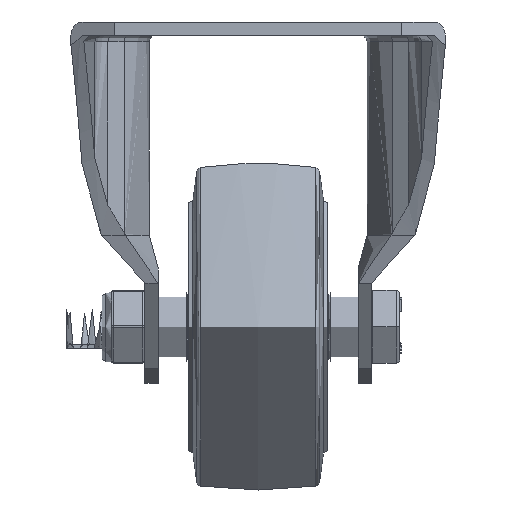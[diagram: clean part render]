
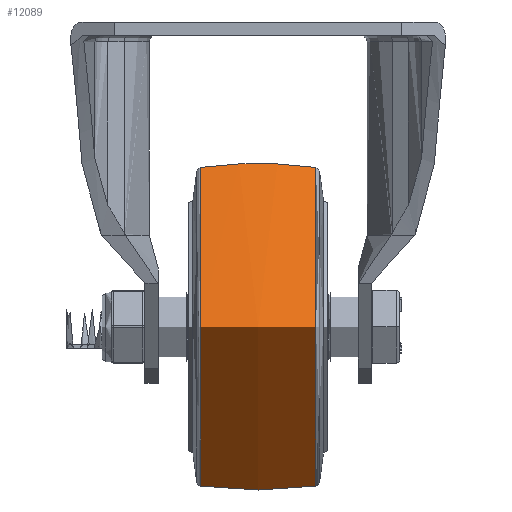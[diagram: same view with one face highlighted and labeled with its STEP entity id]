
A CAD part, left-side view. The second image highlights one B-rep face of the part: STEP entity #12089.
In plain terms, the highlighted free-form (B-spline) face has degree [2, 2] with [3, 9] control points.
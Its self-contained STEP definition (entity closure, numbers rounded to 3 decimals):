
#118=(
BOUNDED_SURFACE()
B_SPLINE_SURFACE(2,2,((#19772,#19773,#19774,#19775,#19776,#19777,#19778,
#19779,#19780),(#19781,#19782,#19783,#19784,#19785,#19786,#19787,#19788,
#19789),(#19790,#19791,#19792,#19793,#19794,#19795,#19796,#19797,#19798)),
 .UNSPECIFIED.,.F.,.T.,.F.)
B_SPLINE_SURFACE_WITH_KNOTS((3,3),(3,2,2,2,3),(-0.135,0.135),
(-3.142,-1.571,0.,1.571,3.142),
 .UNSPECIFIED.)
GEOMETRIC_REPRESENTATION_ITEM()
RATIONAL_B_SPLINE_SURFACE(((1.,0.707,1.,0.707,1.,
0.707,1.,0.707,1.),(0.991,0.701,
0.991,0.701,0.991,0.701,
0.991,0.701,0.991),(1.,0.707,
1.,0.707,1.,0.707,1.,0.707,1.)))
REPRESENTATION_ITEM('')
SURFACE()
);
#1496=FACE_OUTER_BOUND('',#2281,.T.);
#2281=EDGE_LOOP('',(#8851,#8852,#8853,#8854));
#4410=CIRCLE('',#13168,36.606);
#4411=CIRCLE('',#13169,98.5);
#4412=CIRCLE('',#13170,36.606);
#5299=VERTEX_POINT('',#19769);
#5300=VERTEX_POINT('',#19799);
#6578=EDGE_CURVE('',#5299,#5299,#4410,.T.);
#6579=EDGE_CURVE('',#5299,#5300,#4411,.T.);
#6580=EDGE_CURVE('',#5300,#5300,#4412,.T.);
#8851=ORIENTED_EDGE('',*,*,#6578,.F.);
#8852=ORIENTED_EDGE('',*,*,#6579,.T.);
#8853=ORIENTED_EDGE('',*,*,#6580,.T.);
#8854=ORIENTED_EDGE('',*,*,#6579,.F.);
#12089=ADVANCED_FACE('',(#1496),#118,.F.);
#13168=AXIS2_PLACEMENT_3D('',#19771,#15177,#15178);
#13169=AXIS2_PLACEMENT_3D('',#19800,#15179,#15180);
#13170=AXIS2_PLACEMENT_3D('',#19801,#15181,#15182);
#15177=DIRECTION('center_axis',(0.,-1.,0.));
#15178=DIRECTION('ref_axis',(0.,0.,1.));
#15179=DIRECTION('center_axis',(-1.,0.,0.));
#15180=DIRECTION('ref_axis',(0.,0.,1.));
#15181=DIRECTION('center_axis',(0.,-1.,0.));
#15182=DIRECTION('ref_axis',(0.,0.,1.));
#19769=CARTESIAN_POINT('',(0.,-13.244,36.606));
#19771=CARTESIAN_POINT('Origin',(0.,-13.244,0.));
#19772=CARTESIAN_POINT('Ctrl Pts',(0.,13.244,36.606));
#19773=CARTESIAN_POINT('Ctrl Pts',(-36.606,13.244,36.606));
#19774=CARTESIAN_POINT('Ctrl Pts',(-36.606,13.244,0.));
#19775=CARTESIAN_POINT('Ctrl Pts',(-36.606,13.244,-36.606));
#19776=CARTESIAN_POINT('Ctrl Pts',(0.,13.244,-36.606));
#19777=CARTESIAN_POINT('Ctrl Pts',(36.606,13.244,-36.606));
#19778=CARTESIAN_POINT('Ctrl Pts',(36.606,13.244,0.));
#19779=CARTESIAN_POINT('Ctrl Pts',(36.606,13.244,36.606));
#19780=CARTESIAN_POINT('Ctrl Pts',(0.,13.244,36.606));
#19781=CARTESIAN_POINT('Ctrl Pts',(0.,0.,38.403));
#19782=CARTESIAN_POINT('Ctrl Pts',(-38.403,0.,
38.403));
#19783=CARTESIAN_POINT('Ctrl Pts',(-38.403,0.,
0.));
#19784=CARTESIAN_POINT('Ctrl Pts',(-38.403,0.,
-38.403));
#19785=CARTESIAN_POINT('Ctrl Pts',(0.,0.,-38.403));
#19786=CARTESIAN_POINT('Ctrl Pts',(38.403,0.,
-38.403));
#19787=CARTESIAN_POINT('Ctrl Pts',(38.403,0.,
0.));
#19788=CARTESIAN_POINT('Ctrl Pts',(38.403,0.,
38.403));
#19789=CARTESIAN_POINT('Ctrl Pts',(0.,0.,38.403));
#19790=CARTESIAN_POINT('Ctrl Pts',(0.,-13.244,36.606));
#19791=CARTESIAN_POINT('Ctrl Pts',(-36.606,-13.244,
36.606));
#19792=CARTESIAN_POINT('Ctrl Pts',(-36.606,-13.244,
0.));
#19793=CARTESIAN_POINT('Ctrl Pts',(-36.606,-13.244,
-36.606));
#19794=CARTESIAN_POINT('Ctrl Pts',(0.,-13.244,-36.606));
#19795=CARTESIAN_POINT('Ctrl Pts',(36.606,-13.244,-36.606));
#19796=CARTESIAN_POINT('Ctrl Pts',(36.606,-13.244,0.));
#19797=CARTESIAN_POINT('Ctrl Pts',(36.606,-13.244,36.606));
#19798=CARTESIAN_POINT('Ctrl Pts',(0.,-13.244,36.606));
#19799=CARTESIAN_POINT('',(0.,13.244,36.606));
#19800=CARTESIAN_POINT('Origin',(0.,0.,
-61.));
#19801=CARTESIAN_POINT('Origin',(0.,13.244,0.));
